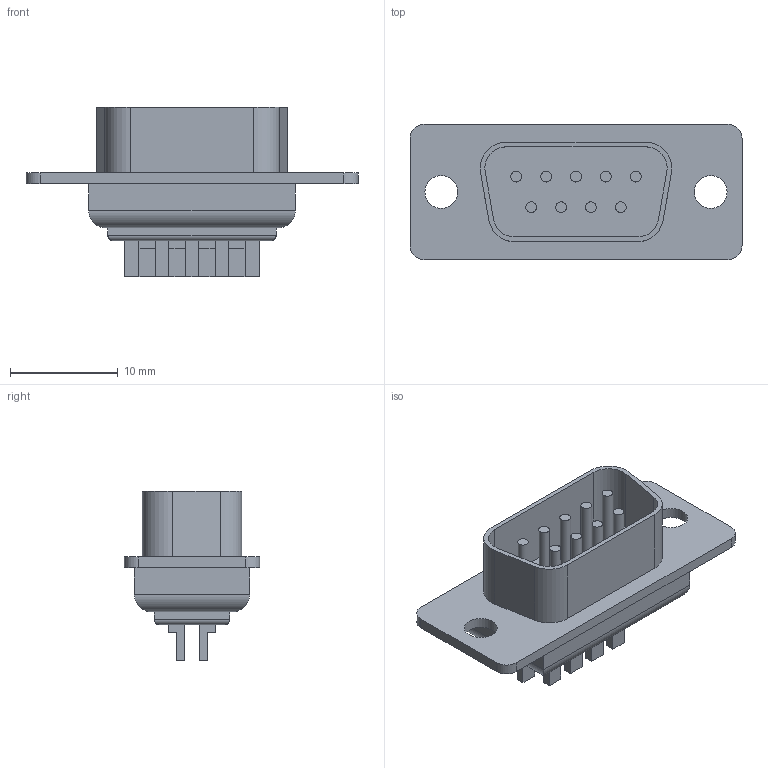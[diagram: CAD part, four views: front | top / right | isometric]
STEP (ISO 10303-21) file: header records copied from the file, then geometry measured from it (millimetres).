
FILE_DESCRIPTION(('FreeCAD Model'),'2;1');
FILE_NAME('Open CASCADE Shape Model','2025-08-14T17:46:12',('SargoDevel' ),(''),'Open CASCADE STEP processor 7.7','FreeCAD','Unknown');
FILE_SCHEMA(('AP242_MANAGED_MODEL_BASED_3D_ENGINEERING_MIM_LF. {1 0 10303 442 1 1 4 }'));
Length unit declared in the file: millimetre
Products named in the file (1): D-Sub_DE-9_M
Bounding box: 30.81 x 12.55 x 15.75 mm (x, y, z)
Volume: 1482.5 mm3; surface area: 2636.1 mm2
Topology: 1 solids, 2 shells, 141 faces, 337 edges, 222 vertices
Faces by surface type: plane 104, cylinder 37
Full cylindrical faces by diameter (mm): 1 x9, 3.04 x2, 3.92 x2
Entity records: 5009 total; most frequent: CARTESIAN_POINT 701, DIRECTION 687, ORIENTED_EDGE 674, EDGE_CURVE 337, LINE 271, VECTOR 271, VERTEX_POINT 222, AXIS2_PLACEMENT_3D 208
